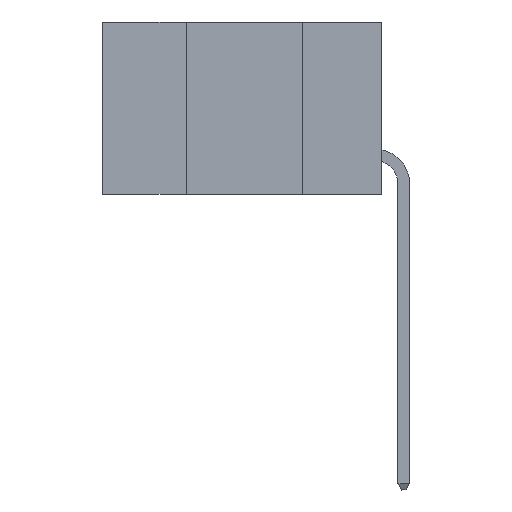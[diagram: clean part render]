
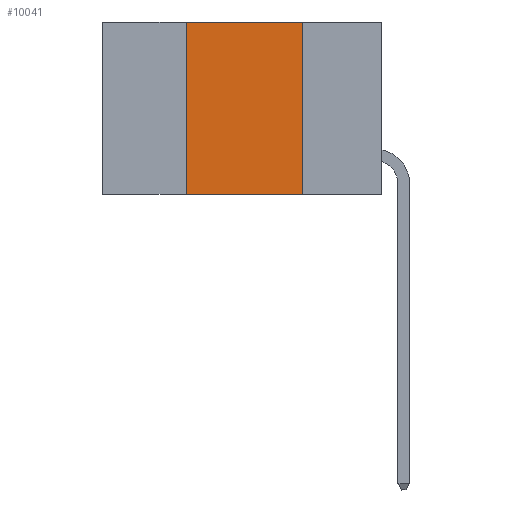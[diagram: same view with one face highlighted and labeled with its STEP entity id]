
A CAD part, left-side view. The second image highlights one B-rep face of the part: STEP entity #10041.
In plain terms, the highlighted planar face has unit normal (-1, 0, 0).
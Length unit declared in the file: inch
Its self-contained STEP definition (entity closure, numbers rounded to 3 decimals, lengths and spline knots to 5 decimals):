
#338 = VERTEX_POINT ( 'NONE', #9105 ) ;
#454 = DIRECTION ( 'NONE',  ( 0., 0., -1. ) ) ;
#877 = CARTESIAN_POINT ( 'NONE',  ( 0., 0.17, -0.37 ) ) ;
#1167 = LINE ( 'NONE', #5953, #11578 ) ;
#1247 = VERTEX_POINT ( 'NONE', #877 ) ;
#1548 = CARTESIAN_POINT ( 'NONE',  ( 0., 0.42, -0.37 ) ) ;
#2493 = CARTESIAN_POINT ( 'NONE',  ( 0., 0.6, 0. ) ) ;
#2597 = EDGE_CURVE ( 'NONE', #338, #10311, #8702, .T. ) ;
#3003 = ORIENTED_EDGE ( 'NONE', *, *, #8395, .F. ) ;
#3071 = EDGE_CURVE ( 'NONE', #8590, #1247, #1167, .T. ) ;
#3111 = VECTOR ( 'NONE', #9291, 39.37008 ) ;
#3224 = CARTESIAN_POINT ( 'NONE',  ( 0., 0.17, 0. ) ) ;
#3475 = EDGE_LOOP ( 'NONE', ( #4273, #5722, #3003, #7110 ) ) ;
#3603 = PLANE ( 'NONE',  #10541 ) ;
#4273 = ORIENTED_EDGE ( 'NONE', *, *, #8067, .F. ) ;
#4377 = CARTESIAN_POINT ( 'NONE',  ( 0., 0.6, 0. ) ) ;
#4440 = DIRECTION ( 'NONE',  ( 0., 0., -1. ) ) ;
#4786 = LINE ( 'NONE', #8273, #3111 ) ;
#5722 = ORIENTED_EDGE ( 'NONE', *, *, #2597, .F. ) ;
#5953 = CARTESIAN_POINT ( 'NONE',  ( 0., 0.6, -0.37 ) ) ;
#6265 = CARTESIAN_POINT ( 'NONE',  ( 0., 0.17, 0. ) ) ;
#7110 = ORIENTED_EDGE ( 'NONE', *, *, #3071, .T. ) ;
#7144 = VECTOR ( 'NONE', #11991, 39.37008 ) ;
#7775 = FACE_OUTER_BOUND ( 'NONE', #3475, .T. ) ;
#7999 = LINE ( 'NONE', #6265, #8801 ) ;
#8067 = EDGE_CURVE ( 'NONE', #10311, #1247, #7999, .T. ) ;
#8273 = CARTESIAN_POINT ( 'NONE',  ( 0., 0.42, 0. ) ) ;
#8395 = EDGE_CURVE ( 'NONE', #8590, #338, #4786, .T. ) ;
#8590 = VERTEX_POINT ( 'NONE', #1548 ) ;
#8702 = LINE ( 'NONE', #4377, #7144 ) ;
#8801 = VECTOR ( 'NONE', #454, 39.37008 ) ;
#9105 = CARTESIAN_POINT ( 'NONE',  ( 0., 0.42, 0. ) ) ;
#9291 = DIRECTION ( 'NONE',  ( 0., 0., 1. ) ) ;
#10041 = ADVANCED_FACE ( 'NONE', ( #7775 ), #3603, .F. ) ;
#10281 = DIRECTION ( 'NONE',  ( 1., 0., 0. ) ) ;
#10311 = VERTEX_POINT ( 'NONE', #3224 ) ;
#10487 = DIRECTION ( 'NONE',  ( 0., -1., 0. ) ) ;
#10541 = AXIS2_PLACEMENT_3D ( 'NONE', #2493, #10281, #4440 ) ;
#11578 = VECTOR ( 'NONE', #10487, 39.37008 ) ;
#11991 = DIRECTION ( 'NONE',  ( 0., -1., 0. ) ) ;
